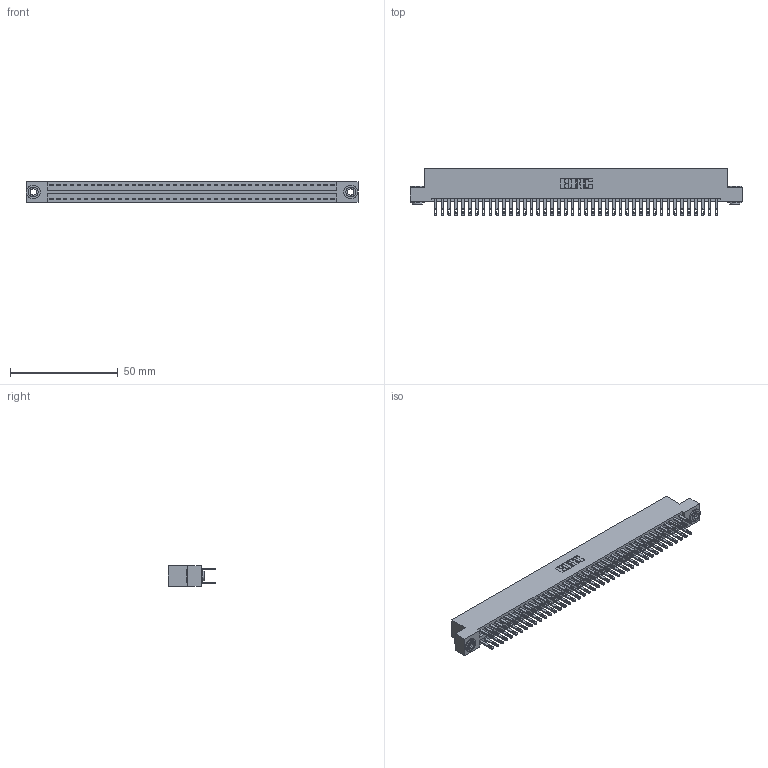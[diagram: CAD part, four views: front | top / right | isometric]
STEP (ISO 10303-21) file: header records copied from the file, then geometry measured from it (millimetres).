
FILE_DESCRIPTION (( 'STEP AP203' ), '1' );
FILE_NAME ('346-084-500-203.STEP', '2018-08-29T10:36:11', ( '' ), ( '' ), 'SwSTEP 2.0', 'SolidWorks 2016', '' );
FILE_SCHEMA (( 'CONFIG_CONTROL_DESIGN' ));
Length unit declared in the file: inch
Products named in the file (4): 346 Part_Flush Mounting Lugs - 0.156 Dia-TH; 345-292-001_345-293-100; 345-250-002_345-250-002-102; 346-084-500-203
Assembly tree (87 placements, depth 2):
  346-084-500-203
    346 Part_Flush Mounting Lugs - 0.156 Dia-TH
    345-292-001_345-293-100  x84
    345-250-002_345-250-002-102  x2
Bounding box: 153.92 x 21.84 x 9.4 mm (x, y, z)
Volume: 15285.6 mm3; surface area: 22104.4 mm2
Topology: 87 solids, 87 shells, 4192 faces, 12753 edges, 8498 vertices
Faces by surface type: plane 2522, cylinder 1662, cone 8
Entity records: 27990 total; most frequent: CARTESIAN_POINT 4587, ORIENTED_EDGE 4514, DIRECTION 4127, EDGE_CURVE 2257, LINE 1929, VECTOR 1929, VERTEX_POINT 1502, AXIS2_PLACEMENT_3D 1099
